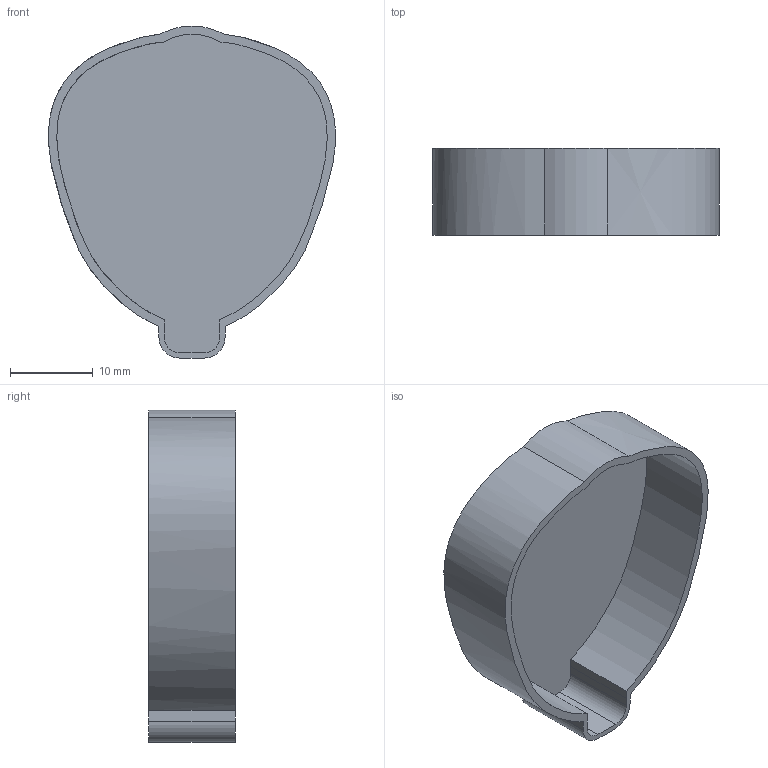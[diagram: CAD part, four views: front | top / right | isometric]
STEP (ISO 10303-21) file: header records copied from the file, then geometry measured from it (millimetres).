
FILE_DESCRIPTION(/* description */ (''),/* implementation_level */ '2;1');
FILE_NAME(/* name */ 'Parametric Cap.step',/* time_stamp */ '2024-01-11T13:26:48+01:00',/* author */ (''),/* organization */ (''),/* preprocessor_version */ 'ST-DEVELOPER v20',/* originating_system */ 'Autodesk Translation Framework v12.14.0.127',/* authorisation */ '');
FILE_SCHEMA (('AUTOMOTIVE_DESIGN { 1 0 10303 214 3 1 1 }'));
Length unit declared in the file: millimetre
Products named in the file (1): Parametric Cap
Bounding box: 34.71 x 10.5 x 40.18 mm (x, y, z)
Volume: 2034.7 mm3; surface area: 4335.7 mm2
Topology: 1 solids, 1 shells, 21 faces, 54 edges, 36 vertices
Faces by surface type: plane 11, cylinder 6, bspline 4
Entity records: 1167 total; most frequent: CARTESIAN_POINT 596, ORIENTED_EDGE 108, DIRECTION 94, EDGE_CURVE 54, VERTEX_POINT 36, LINE 34, VECTOR 34, AXIS2_PLACEMENT_3D 30
